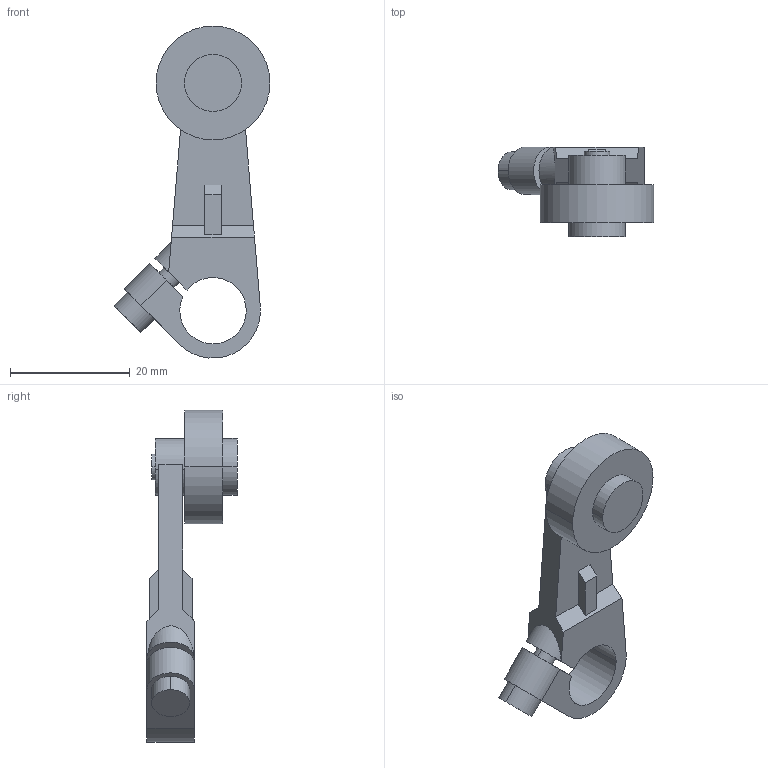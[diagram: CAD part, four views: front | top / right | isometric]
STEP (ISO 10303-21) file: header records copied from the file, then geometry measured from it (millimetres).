
FILE_DESCRIPTION(('STEP AP242'),'1');
FILE_NAME('9007ma11.stp','2019-10-24T13:28:49',('TraceParts'),('TraceParts S.A.'),'Spatial InterOp 3D',' ',' ');
FILE_SCHEMA(('AP242_MANAGED_MODEL_BASED_3D_ENGINEERING_MIM_LF {1 0 10303 442 1 1 4}'));
Length unit declared in the file: millimetre
Products named in the file (1): 9007ma11
Bounding box: 26.08 x 15.08 x 55.53 mm (x, y, z)
Volume: 5388.5 mm3; surface area: 3225.1 mm2
Topology: 1 solids, 1 shells, 45 faces, 115 edges, 76 vertices
Faces by surface type: plane 25, cylinder 20
Entity records: 1763 total; most frequent: DIRECTION 249, CARTESIAN_POINT 237, ORIENTED_EDGE 230, EDGE_CURVE 115, AXIS2_PLACEMENT_3D 88, VERTEX_POINT 76, LINE 73, VECTOR 73
